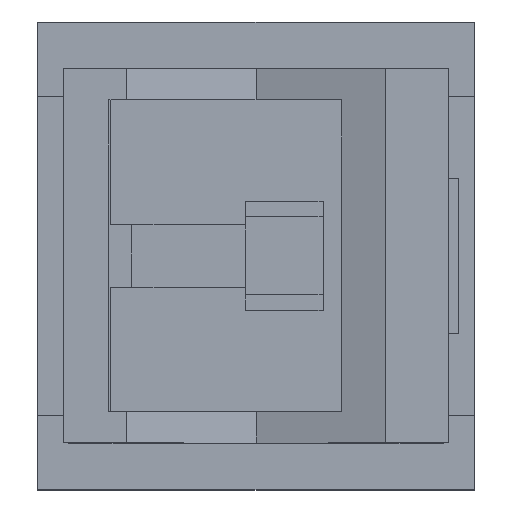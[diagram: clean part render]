
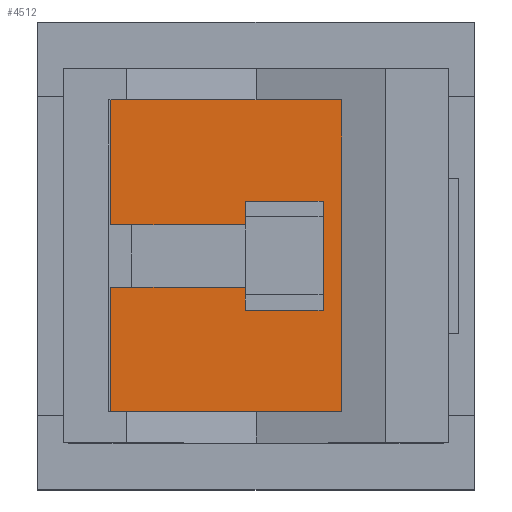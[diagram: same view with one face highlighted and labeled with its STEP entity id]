
A CAD part, top view. The second image highlights one B-rep face of the part: STEP entity #4512.
In plain terms, the highlighted planar face has unit normal (0, 0, 1).
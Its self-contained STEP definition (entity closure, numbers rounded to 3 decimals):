
#3592 = VERTEX_POINT('',#3593);
#3593 = CARTESIAN_POINT('',(-4.65,1.,2.5));
#3599 = EDGE_CURVE('',#3600,#3592,#3602,.T.);
#3600 = VERTEX_POINT('',#3601);
#3601 = CARTESIAN_POINT('',(-0.35,1.,2.5));
#3602 = LINE('',#3603,#3604);
#3603 = CARTESIAN_POINT('',(-12.325,1.,2.5));
#3604 = VECTOR('',#3605,1.);
#3605 = DIRECTION('',(-1.,0.,0.));
#3672 = VERTEX_POINT('',#3673);
#3673 = CARTESIAN_POINT('',(-4.65,-1.,2.5));
#3679 = EDGE_CURVE('',#3680,#3672,#3682,.T.);
#3680 = VERTEX_POINT('',#3681);
#3681 = CARTESIAN_POINT('',(-0.35,-1.,2.5));
#3682 = LINE('',#3683,#3684);
#3683 = CARTESIAN_POINT('',(-12.325,-1.,2.5));
#3684 = VECTOR('',#3685,1.);
#3685 = DIRECTION('',(-1.,0.,0.));
#3817 = VERTEX_POINT('',#3818);
#3818 = CARTESIAN_POINT('',(0.274,-5.,2.5));
#3840 = VERTEX_POINT('',#3841);
#3841 = CARTESIAN_POINT('',(-0.274,-5.,2.5));
#3847 = EDGE_CURVE('',#3840,#3817,#3848,.T.);
#3848 = LINE('',#3849,#3850);
#3849 = CARTESIAN_POINT('',(-4.65,-5.,2.5));
#3850 = VECTOR('',#3851,1.);
#3851 = DIRECTION('',(1.,0.,0.));
#3919 = VERTEX_POINT('',#3920);
#3920 = CARTESIAN_POINT('',(-4.65,-5.,2.5));
#3926 = EDGE_CURVE('',#3919,#3927,#3929,.T.);
#3927 = VERTEX_POINT('',#3928);
#3928 = CARTESIAN_POINT('',(-2.301,-5.,2.5));
#3929 = LINE('',#3930,#3931);
#3930 = CARTESIAN_POINT('',(-4.65,-5.,2.5));
#3931 = VECTOR('',#3932,1.);
#3932 = DIRECTION('',(1.,0.,0.));
#3983 = VERTEX_POINT('',#3984);
#3984 = CARTESIAN_POINT('',(2.85,-5.,2.5));
#3990 = EDGE_CURVE('',#3983,#3991,#3993,.T.);
#3991 = VERTEX_POINT('',#3992);
#3992 = CARTESIAN_POINT('',(2.85,5.,2.5));
#3993 = LINE('',#3994,#3995);
#3994 = CARTESIAN_POINT('',(2.85,-5.,2.5));
#3995 = VECTOR('',#3996,1.);
#3996 = DIRECTION('',(0.,1.,0.));
#4070 = VERTEX_POINT('',#4071);
#4071 = CARTESIAN_POINT('',(0.274,5.,2.5));
#4102 = VERTEX_POINT('',#4103);
#4103 = CARTESIAN_POINT('',(-0.274,5.,2.5));
#4109 = EDGE_CURVE('',#4102,#4070,#4110,.T.);
#4110 = LINE('',#4111,#4112);
#4111 = CARTESIAN_POINT('',(-4.65,5.,2.5));
#4112 = VECTOR('',#4113,1.);
#4113 = DIRECTION('',(1.,0.,0.));
#4181 = VERTEX_POINT('',#4182);
#4182 = CARTESIAN_POINT('',(-4.65,5.,2.5));
#4188 = EDGE_CURVE('',#4181,#4189,#4191,.T.);
#4189 = VERTEX_POINT('',#4190);
#4190 = CARTESIAN_POINT('',(-2.301,5.,2.5));
#4191 = LINE('',#4192,#4193);
#4192 = CARTESIAN_POINT('',(-4.65,5.,2.5));
#4193 = VECTOR('',#4194,1.);
#4194 = DIRECTION('',(1.,0.,0.));
#4317 = VERTEX_POINT('',#4318);
#4318 = CARTESIAN_POINT('',(2.301,5.,2.5));
#4386 = EDGE_CURVE('',#3592,#4181,#4387,.T.);
#4387 = LINE('',#4388,#4389);
#4388 = CARTESIAN_POINT('',(-4.65,-5.,2.5));
#4389 = VECTOR('',#4390,1.);
#4390 = DIRECTION('',(0.,1.,0.));
#4437 = EDGE_CURVE('',#3680,#4438,#4440,.T.);
#4438 = VERTEX_POINT('',#4439);
#4439 = CARTESIAN_POINT('',(-0.35,-1.75,2.5));
#4440 = LINE('',#4441,#4442);
#4441 = CARTESIAN_POINT('',(-0.35,-3.375,2.5));
#4442 = VECTOR('',#4443,1.);
#4443 = DIRECTION('',(0.,-1.,0.));
#4494 = VERTEX_POINT('',#4495);
#4495 = CARTESIAN_POINT('',(-0.35,1.75,2.5));
#4501 = EDGE_CURVE('',#4494,#3600,#4502,.T.);
#4502 = LINE('',#4503,#4504);
#4503 = CARTESIAN_POINT('',(-0.35,-3.375,2.5));
#4504 = VECTOR('',#4505,1.);
#4505 = DIRECTION('',(0.,-1.,0.));
#4512 = ADVANCED_FACE('',(#4513),#4591,.T.);
#4513 = FACE_BOUND('',#4514,.T.);
#4514 = EDGE_LOOP('',(#4515,#4521,#4522,#4528,#4529,#4537,#4543,#4544,
    #4550,#4556,#4557,#4563,#4564,#4565,#4566,#4567,#4575,#4583,#4589,
    #4590));
#4515 = ORIENTED_EDGE('',*,*,#4516,.F.);
#4516 = EDGE_CURVE('',#3919,#3672,#4517,.T.);
#4517 = LINE('',#4518,#4519);
#4518 = CARTESIAN_POINT('',(-4.65,-5.,2.5));
#4519 = VECTOR('',#4520,1.);
#4520 = DIRECTION('',(0.,1.,0.));
#4521 = ORIENTED_EDGE('',*,*,#3926,.T.);
#4522 = ORIENTED_EDGE('',*,*,#4523,.T.);
#4523 = EDGE_CURVE('',#3927,#3840,#4524,.T.);
#4524 = LINE('',#4525,#4526);
#4525 = CARTESIAN_POINT('',(-4.65,-5.,2.5));
#4526 = VECTOR('',#4527,1.);
#4527 = DIRECTION('',(1.,0.,0.));
#4528 = ORIENTED_EDGE('',*,*,#3847,.T.);
#4529 = ORIENTED_EDGE('',*,*,#4530,.T.);
#4530 = EDGE_CURVE('',#3817,#4531,#4533,.T.);
#4531 = VERTEX_POINT('',#4532);
#4532 = CARTESIAN_POINT('',(2.301,-5.,2.5));
#4533 = LINE('',#4534,#4535);
#4534 = CARTESIAN_POINT('',(-4.65,-5.,2.5));
#4535 = VECTOR('',#4536,1.);
#4536 = DIRECTION('',(1.,0.,0.));
#4537 = ORIENTED_EDGE('',*,*,#4538,.T.);
#4538 = EDGE_CURVE('',#4531,#3983,#4539,.T.);
#4539 = LINE('',#4540,#4541);
#4540 = CARTESIAN_POINT('',(-4.65,-5.,2.5));
#4541 = VECTOR('',#4542,1.);
#4542 = DIRECTION('',(1.,0.,0.));
#4543 = ORIENTED_EDGE('',*,*,#3990,.T.);
#4544 = ORIENTED_EDGE('',*,*,#4545,.F.);
#4545 = EDGE_CURVE('',#4317,#3991,#4546,.T.);
#4546 = LINE('',#4547,#4548);
#4547 = CARTESIAN_POINT('',(-4.65,5.,2.5));
#4548 = VECTOR('',#4549,1.);
#4549 = DIRECTION('',(1.,0.,0.));
#4550 = ORIENTED_EDGE('',*,*,#4551,.F.);
#4551 = EDGE_CURVE('',#4070,#4317,#4552,.T.);
#4552 = LINE('',#4553,#4554);
#4553 = CARTESIAN_POINT('',(-4.65,5.,2.5));
#4554 = VECTOR('',#4555,1.);
#4555 = DIRECTION('',(1.,0.,0.));
#4556 = ORIENTED_EDGE('',*,*,#4109,.F.);
#4557 = ORIENTED_EDGE('',*,*,#4558,.F.);
#4558 = EDGE_CURVE('',#4189,#4102,#4559,.T.);
#4559 = LINE('',#4560,#4561);
#4560 = CARTESIAN_POINT('',(-4.65,5.,2.5));
#4561 = VECTOR('',#4562,1.);
#4562 = DIRECTION('',(1.,0.,0.));
#4563 = ORIENTED_EDGE('',*,*,#4188,.F.);
#4564 = ORIENTED_EDGE('',*,*,#4386,.F.);
#4565 = ORIENTED_EDGE('',*,*,#3599,.F.);
#4566 = ORIENTED_EDGE('',*,*,#4501,.F.);
#4567 = ORIENTED_EDGE('',*,*,#4568,.F.);
#4568 = EDGE_CURVE('',#4569,#4494,#4571,.T.);
#4569 = VERTEX_POINT('',#4570);
#4570 = CARTESIAN_POINT('',(2.15,1.75,2.5));
#4571 = LINE('',#4572,#4573);
#4572 = CARTESIAN_POINT('',(-2.5,1.75,2.5));
#4573 = VECTOR('',#4574,1.);
#4574 = DIRECTION('',(-1.,0.,0.));
#4575 = ORIENTED_EDGE('',*,*,#4576,.T.);
#4576 = EDGE_CURVE('',#4569,#4577,#4579,.T.);
#4577 = VERTEX_POINT('',#4578);
#4578 = CARTESIAN_POINT('',(2.15,-1.75,2.5));
#4579 = LINE('',#4580,#4581);
#4580 = CARTESIAN_POINT('',(2.15,-3.375,2.5));
#4581 = VECTOR('',#4582,1.);
#4582 = DIRECTION('',(0.,-1.,0.));
#4583 = ORIENTED_EDGE('',*,*,#4584,.T.);
#4584 = EDGE_CURVE('',#4577,#4438,#4585,.T.);
#4585 = LINE('',#4586,#4587);
#4586 = CARTESIAN_POINT('',(-2.5,-1.75,2.5));
#4587 = VECTOR('',#4588,1.);
#4588 = DIRECTION('',(-1.,0.,0.));
#4589 = ORIENTED_EDGE('',*,*,#4437,.F.);
#4590 = ORIENTED_EDGE('',*,*,#3679,.T.);
#4591 = PLANE('',#4592);
#4592 = AXIS2_PLACEMENT_3D('',#4593,#4594,#4595);
#4593 = CARTESIAN_POINT('',(-4.65,-5.,2.5));
#4594 = DIRECTION('',(0.,0.,1.));
#4595 = DIRECTION('',(1.,0.,0.));
